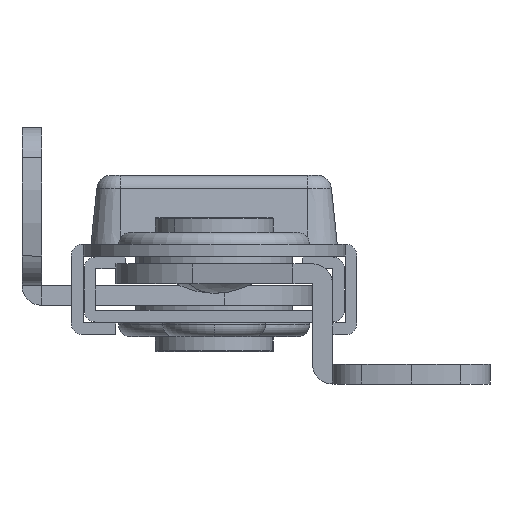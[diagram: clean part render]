
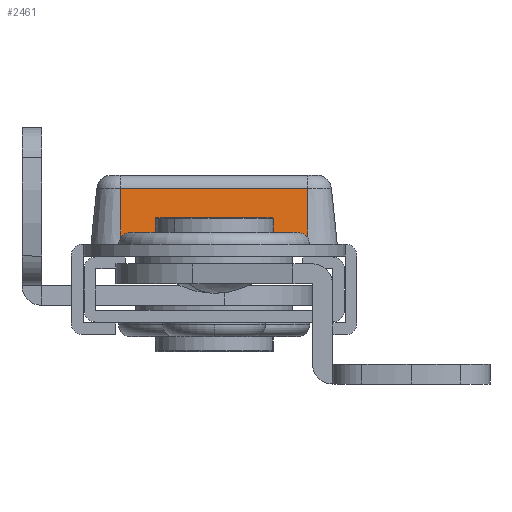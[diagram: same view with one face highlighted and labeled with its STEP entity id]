
A CAD part, left-side view. The second image highlights one B-rep face of the part: STEP entity #2461.
In plain terms, the highlighted planar face has unit normal (-0.995, 0, 0.104).
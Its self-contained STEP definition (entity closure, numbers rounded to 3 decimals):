
#167 = EDGE_LOOP ( 'NONE', ( #1142, #1144, #1143, #1145 ) ) ;
#704 = VERTEX_POINT ( 'NONE', #3062 ) ;
#715 = VERTEX_POINT ( 'NONE', #3073 ) ;
#716 = VERTEX_POINT ( 'NONE', #3074 ) ;
#718 = VERTEX_POINT ( 'NONE', #3076 ) ;
#1142 = ORIENTED_EDGE ( 'NONE', *, *, #1440, .F. ) ;
#1143 = ORIENTED_EDGE ( 'NONE', *, *, #1437, .T. ) ;
#1144 = ORIENTED_EDGE ( 'NONE', *, *, #1439, .T. ) ;
#1145 = ORIENTED_EDGE ( 'NONE', *, *, #1434, .T. ) ;
#1434 = EDGE_CURVE ( 'NONE', #704, #715, #3479, .T. ) ;
#1437 = EDGE_CURVE ( 'NONE', #716, #704, #3488, .T. ) ;
#1439 = EDGE_CURVE ( 'NONE', #718, #716, #3494, .T. ) ;
#1440 = EDGE_CURVE ( 'NONE', #718, #715, #3497, .T. ) ;
#2461 = ADVANCED_FACE ( 'NONE', ( #2624 ), #3686, .T. ) ;
#2598 = VECTOR ( 'NONE', #3499, 1000. ) ;
#2600 = VECTOR ( 'NONE', #3496, 1000. ) ;
#2602 = VECTOR ( 'NONE', #3490, 1000. ) ;
#2604 = VECTOR ( 'NONE', #3481, 1000. ) ;
#2624 = FACE_OUTER_BOUND ( 'NONE', #167, .T. ) ;
#2629 = AXIS2_PLACEMENT_3D ( 'NONE', #3687, #3688, #3689 ) ;
#3062 = CARTESIAN_POINT ( 'NONE',  ( -11., 9.5, 0. ) ) ;
#3073 = CARTESIAN_POINT ( 'NONE',  ( -11., -9.5, 0. ) ) ;
#3074 = CARTESIAN_POINT ( 'NONE',  ( -10.405, 9.5, 5.657 ) ) ;
#3076 = CARTESIAN_POINT ( 'NONE',  ( -10.405, -9.5, 5.657 ) ) ;
#3479 = LINE ( 'NONE', #3480, #2604 ) ;
#3480 = CARTESIAN_POINT ( 'NONE',  ( -11., 9.5, 0. ) ) ;
#3481 = DIRECTION ( 'NONE',  ( 0., -1., 0. ) ) ;
#3488 = LINE ( 'NONE', #3489, #2602 ) ;
#3489 = CARTESIAN_POINT ( 'NONE',  ( -11., 9.5, 0. ) ) ;
#3490 = DIRECTION ( 'NONE',  ( -0.105, 0., -0.995 ) ) ;
#3494 = LINE ( 'NONE', #3495, #2600 ) ;
#3495 = CARTESIAN_POINT ( 'NONE',  ( -10.405, 9.5, 5.657 ) ) ;
#3496 = DIRECTION ( 'NONE',  ( 0., 1., 0. ) ) ;
#3497 = LINE ( 'NONE', #3498, #2598 ) ;
#3498 = CARTESIAN_POINT ( 'NONE',  ( -11., -9.5, 0. ) ) ;
#3499 = DIRECTION ( 'NONE',  ( -0.105, 0., -0.995 ) ) ;
#3686 = PLANE ( 'NONE',  #2629 ) ;
#3687 = CARTESIAN_POINT ( 'NONE',  ( -11., 9.5, 0. ) ) ;
#3688 = DIRECTION ( 'NONE',  ( -0.995, 0., 0.105 ) ) ;
#3689 = DIRECTION ( 'NONE',  ( 0.105, 0., 0.995 ) ) ;
